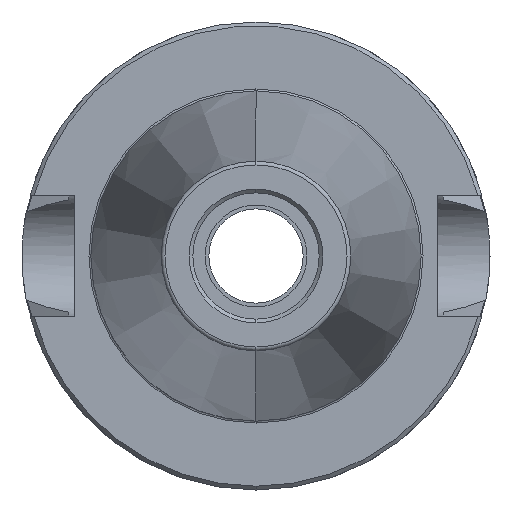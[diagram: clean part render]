
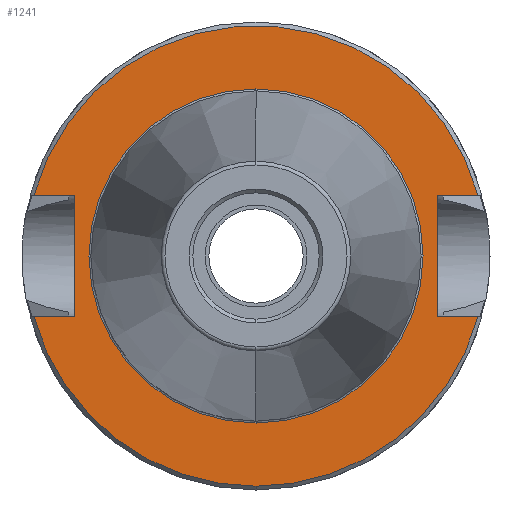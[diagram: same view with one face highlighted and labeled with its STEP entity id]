
A CAD part, left-side view. The second image highlights one B-rep face of the part: STEP entity #1241.
In plain terms, the highlighted planar face has unit normal (-1, 0, 0).
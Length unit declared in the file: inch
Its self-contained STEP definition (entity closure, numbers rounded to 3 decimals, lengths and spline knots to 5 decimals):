
#1 = CARTESIAN_POINT ( 'NONE',  ( 0.04, 0., 0. ) ) ;
#44 = CARTESIAN_POINT ( 'NONE',  ( 0.04, 0., 0. ) ) ;
#48 = VECTOR ( 'NONE', #1078, 39.37008 ) ;
#57 = EDGE_LOOP ( 'NONE', ( #2384, #1454 ) ) ;
#113 = LINE ( 'NONE', #1887, #2772 ) ;
#128 = ORIENTED_EDGE ( 'NONE', *, *, #2027, .T. ) ;
#141 = CARTESIAN_POINT ( 'NONE',  ( 0.04, 0.875, 0.3225 ) ) ;
#150 = VERTEX_POINT ( 'NONE', #1692 ) ;
#178 = CIRCLE ( 'NONE', #2131, 1.22 ) ;
#182 = VERTEX_POINT ( 'NONE', #2167 ) ;
#197 = ORIENTED_EDGE ( 'NONE', *, *, #2425, .F. ) ;
#261 = AXIS2_PLACEMENT_3D ( 'NONE', #44, #1139, #1155 ) ;
#305 = VERTEX_POINT ( 'NONE', #1528 ) ;
#321 = CARTESIAN_POINT ( 'NONE',  ( 0.04, 0., -1.22 ) ) ;
#327 = AXIS2_PLACEMENT_3D ( 'NONE', #2529, #2276, #1223 ) ;
#333 = DIRECTION ( 'NONE',  ( 0., 0., -1. ) ) ;
#370 = CARTESIAN_POINT ( 'NONE',  ( 0.04, 0., 0. ) ) ;
#443 = CARTESIAN_POINT ( 'NONE',  ( 0.04, -0.96, -0.3225 ) ) ;
#444 = ORIENTED_EDGE ( 'NONE', *, *, #1451, .F. ) ;
#455 = AXIS2_PLACEMENT_3D ( 'NONE', #1, #1981, #2649 ) ;
#462 = VECTOR ( 'NONE', #1492, 39.37008 ) ;
#472 = ORIENTED_EDGE ( 'NONE', *, *, #808, .T. ) ;
#506 = FACE_BOUND ( 'NONE', #57, .T. ) ;
#516 = AXIS2_PLACEMENT_3D ( 'NONE', #1337, #2656, #1829 ) ;
#697 = ORIENTED_EDGE ( 'NONE', *, *, #1503, .F. ) ;
#709 = ORIENTED_EDGE ( 'NONE', *, *, #2554, .F. ) ;
#717 = DIRECTION ( 'NONE',  ( 0., -1., 0. ) ) ;
#798 = EDGE_CURVE ( 'NONE', #1940, #926, #2770, .T. ) ;
#808 = EDGE_CURVE ( 'NONE', #1335, #1126, #2037, .T. ) ;
#852 = CARTESIAN_POINT ( 'NONE',  ( 0.04, 0.96, -0.3225 ) ) ;
#864 = DIRECTION ( 'NONE',  ( -1., 0., 0. ) ) ;
#926 = VERTEX_POINT ( 'NONE', #321 ) ;
#928 = ORIENTED_EDGE ( 'NONE', *, *, #798, .T. ) ;
#943 = EDGE_LOOP ( 'NONE', ( #444, #128, #472, #697, #2625, #928, #1444, #197, #709 ) ) ;
#1004 = CARTESIAN_POINT ( 'NONE',  ( 0.04, 0., -0.885 ) ) ;
#1008 = EDGE_CURVE ( 'NONE', #1250, #182, #1450, .T. ) ;
#1020 = CIRCLE ( 'NONE', #455, 1.22 ) ;
#1073 = CARTESIAN_POINT ( 'NONE',  ( 0.04, 0.96, 0.3225 ) ) ;
#1078 = DIRECTION ( 'NONE',  ( 0., 1., 0. ) ) ;
#1126 = VERTEX_POINT ( 'NONE', #1073 ) ;
#1139 = DIRECTION ( 'NONE',  ( -1., 0., 0. ) ) ;
#1146 = EDGE_CURVE ( 'NONE', #182, #1250, #2513, .T. ) ;
#1155 = DIRECTION ( 'NONE',  ( 0., 0., -1. ) ) ;
#1223 = DIRECTION ( 'NONE',  ( 0., 0., -1. ) ) ;
#1236 = FACE_OUTER_BOUND ( 'NONE', #943, .T. ) ;
#1241 = ADVANCED_FACE ( 'NONE', ( #506, #1236 ), #1440, .F. ) ;
#1249 = VECTOR ( 'NONE', #1749, 39.37008 ) ;
#1250 = VERTEX_POINT ( 'NONE', #1004 ) ;
#1252 = LINE ( 'NONE', #141, #48 ) ;
#1263 = DIRECTION ( 'NONE',  ( 0., 0., -1. ) ) ;
#1294 = EDGE_CURVE ( 'NONE', #1821, #1940, #1607, .T. ) ;
#1335 = VERTEX_POINT ( 'NONE', #2727 ) ;
#1337 = CARTESIAN_POINT ( 'NONE',  ( 0.04, 0., 0. ) ) ;
#1400 = AXIS2_PLACEMENT_3D ( 'NONE', #2788, #2573, #1715 ) ;
#1440 = PLANE ( 'NONE',  #327 ) ;
#1444 = ORIENTED_EDGE ( 'NONE', *, *, #1812, .T. ) ;
#1450 = CIRCLE ( 'NONE', #1400, 0.885 ) ;
#1451 = EDGE_CURVE ( 'NONE', #1490, #150, #1252, .T. ) ;
#1454 = ORIENTED_EDGE ( 'NONE', *, *, #1146, .T. ) ;
#1490 = VERTEX_POINT ( 'NONE', #1928 ) ;
#1492 = DIRECTION ( 'NONE',  ( 0., 0., 1. ) ) ;
#1503 = EDGE_CURVE ( 'NONE', #1821, #1126, #1902, .T. ) ;
#1520 = VERTEX_POINT ( 'NONE', #443 ) ;
#1528 = CARTESIAN_POINT ( 'NONE',  ( 0.04, -1.1766, -0.3225 ) ) ;
#1574 = CARTESIAN_POINT ( 'NONE',  ( 0.04, 1.1766, -0.3225 ) ) ;
#1607 = LINE ( 'NONE', #2744, #1771 ) ;
#1692 = CARTESIAN_POINT ( 'NONE',  ( 0.04, -0.96, 0.3225 ) ) ;
#1715 = DIRECTION ( 'NONE',  ( 0., 0., -1. ) ) ;
#1749 = DIRECTION ( 'NONE',  ( 0., -1., 0. ) ) ;
#1771 = VECTOR ( 'NONE', #2771, 39.37008 ) ;
#1812 = EDGE_CURVE ( 'NONE', #926, #305, #178, .T. ) ;
#1821 = VERTEX_POINT ( 'NONE', #852 ) ;
#1829 = DIRECTION ( 'NONE',  ( 0., 0., -1. ) ) ;
#1887 = CARTESIAN_POINT ( 'NONE',  ( 0.04, -0.96, 0. ) ) ;
#1902 = LINE ( 'NONE', #2596, #462 ) ;
#1928 = CARTESIAN_POINT ( 'NONE',  ( 0.04, -1.1766, 0.3225 ) ) ;
#1940 = VERTEX_POINT ( 'NONE', #1574 ) ;
#1981 = DIRECTION ( 'NONE',  ( -1., 0., 0. ) ) ;
#2027 = EDGE_CURVE ( 'NONE', #1490, #1335, #1020, .T. ) ;
#2037 = LINE ( 'NONE', #2702, #2632 ) ;
#2131 = AXIS2_PLACEMENT_3D ( 'NONE', #370, #864, #1263 ) ;
#2167 = CARTESIAN_POINT ( 'NONE',  ( 0.04, 0., 0.885 ) ) ;
#2233 = CARTESIAN_POINT ( 'NONE',  ( 0.04, 0.875, -0.3225 ) ) ;
#2276 = DIRECTION ( 'NONE',  ( 1., 0., 0. ) ) ;
#2384 = ORIENTED_EDGE ( 'NONE', *, *, #1008, .T. ) ;
#2425 = EDGE_CURVE ( 'NONE', #1520, #305, #2841, .T. ) ;
#2513 = CIRCLE ( 'NONE', #516, 0.885 ) ;
#2529 = CARTESIAN_POINT ( 'NONE',  ( 0.04, 0.875, 0. ) ) ;
#2554 = EDGE_CURVE ( 'NONE', #150, #1520, #113, .T. ) ;
#2573 = DIRECTION ( 'NONE',  ( 1., 0., 0. ) ) ;
#2596 = CARTESIAN_POINT ( 'NONE',  ( 0.04, 0.96, 0. ) ) ;
#2625 = ORIENTED_EDGE ( 'NONE', *, *, #1294, .T. ) ;
#2632 = VECTOR ( 'NONE', #717, 39.37008 ) ;
#2649 = DIRECTION ( 'NONE',  ( 0., 0., -1. ) ) ;
#2656 = DIRECTION ( 'NONE',  ( 1., 0., 0. ) ) ;
#2702 = CARTESIAN_POINT ( 'NONE',  ( 0.04, 0.875, 0.3225 ) ) ;
#2727 = CARTESIAN_POINT ( 'NONE',  ( 0.04, 1.1766, 0.3225 ) ) ;
#2744 = CARTESIAN_POINT ( 'NONE',  ( 0.04, 0.875, -0.3225 ) ) ;
#2770 = CIRCLE ( 'NONE', #261, 1.22 ) ;
#2771 = DIRECTION ( 'NONE',  ( 0., 1., 0. ) ) ;
#2772 = VECTOR ( 'NONE', #333, 39.37008 ) ;
#2788 = CARTESIAN_POINT ( 'NONE',  ( 0.04, 0., 0. ) ) ;
#2841 = LINE ( 'NONE', #2233, #1249 ) ;
